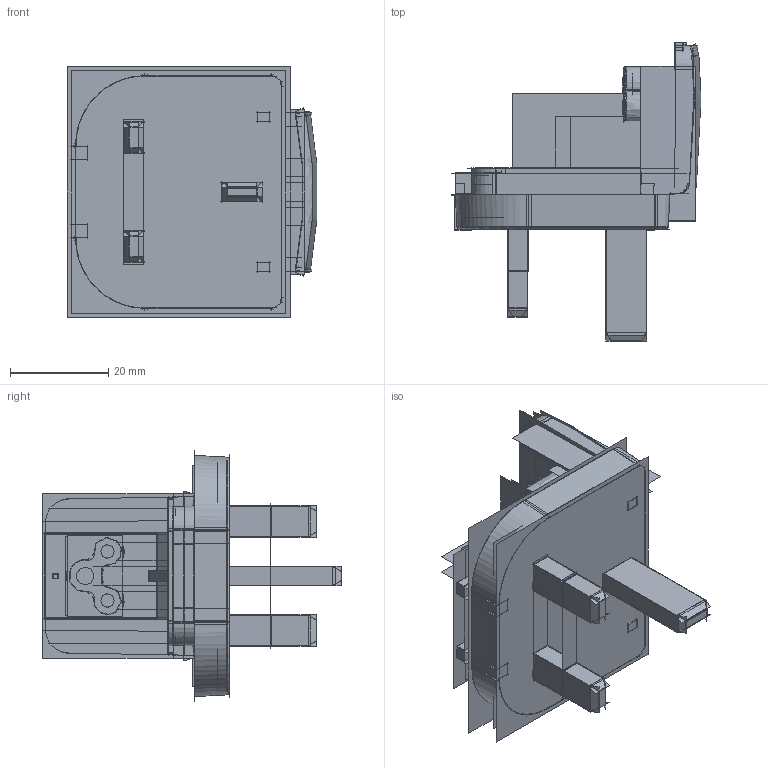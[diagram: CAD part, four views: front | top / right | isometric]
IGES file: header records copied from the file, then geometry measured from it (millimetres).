
Start section:  PTC IGES file: R-UK-3.igs
Global section: file name: R-UK-3.igs; native system: Pro/ENGINEER by Parametric Technology Corporation; preprocessor: 2010280; author: Administrator; organization: Unknown; date: 20180425.152357; units: millimetre
Bounding box: 50.9 x 60.87 x 51.06 mm (x, y, z)
Volume: 16776.3 mm3; surface area: 129332.4 mm2
Topology: 8 solids, 8 shells, 1298 faces, 6411 edges, 7856 vertices
Faces by surface type: bspline 982, revolution 310, extrusion 6
